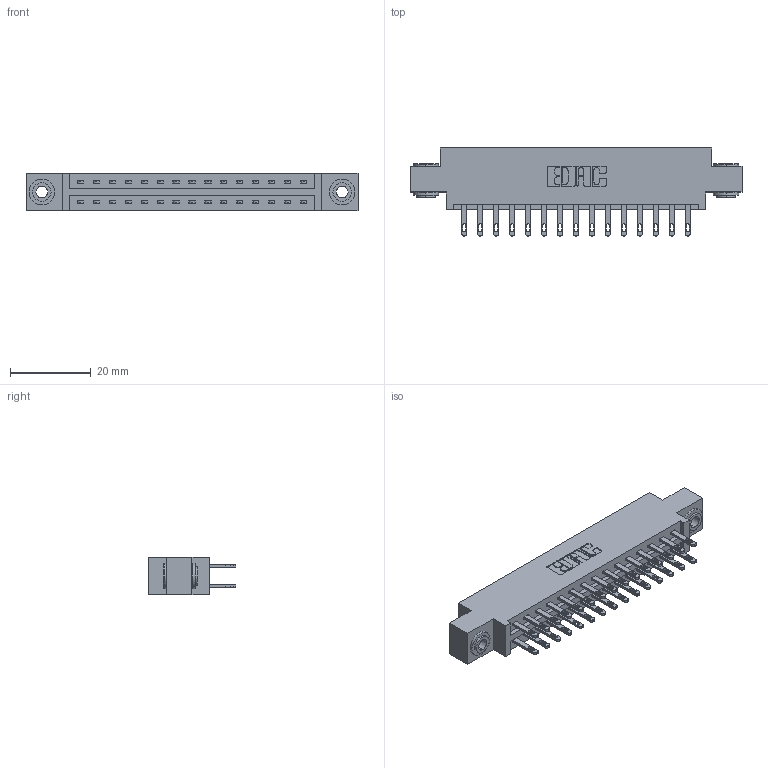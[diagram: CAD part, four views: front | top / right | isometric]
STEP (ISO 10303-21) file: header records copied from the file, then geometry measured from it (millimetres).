
FILE_DESCRIPTION (( 'STEP AP203' ), '1' );
FILE_NAME ('337-030-500-803.STEP', '2018-08-06T23:53:50', ( '' ), ( '' ), 'SwSTEP 2.0', 'SolidWorks 2016', '' );
FILE_SCHEMA (( 'CONFIG_CONTROL_DESIGN' ));
Length unit declared in the file: inch
Products named in the file (4): 337 Part_0.170 Offset - 0.156 Dia-TH; 345-292-001_345-293-100; 345-250-002_345-250-002-102; 337-030-500-803
Assembly tree (33 placements, depth 2):
  337-030-500-803
    337 Part_0.170 Offset - 0.156 Dia-TH
    345-292-001_345-293-100  x30
    345-250-002_345-250-002-102  x2
Bounding box: 82.45 x 21.85 x 9.4 mm (x, y, z)
Volume: 8323.2 mm3; surface area: 9812.3 mm2
Topology: 33 solids, 33 shells, 1656 faces, 4989 edges, 3322 vertices
Faces by surface type: plane 1044, cylinder 604, cone 8
Entity records: 15834 total; most frequent: CARTESIAN_POINT 2665, ORIENTED_EDGE 2594, DIRECTION 2351, EDGE_CURVE 1297, VECTOR 1141, LINE 1141, VERTEX_POINT 862, AXIS2_PLACEMENT_3D 605
